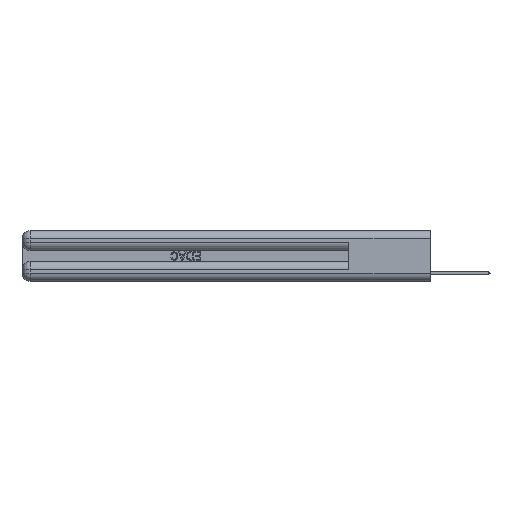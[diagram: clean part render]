
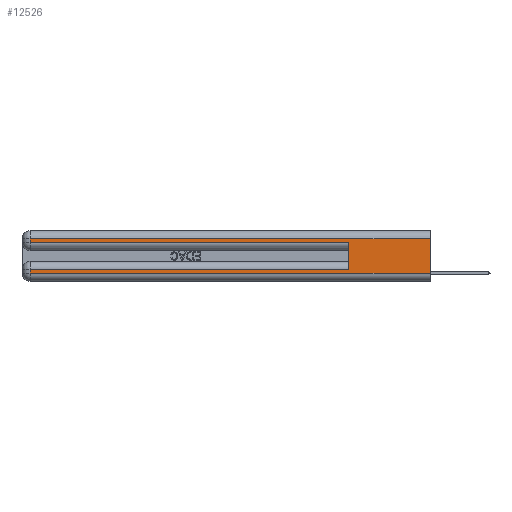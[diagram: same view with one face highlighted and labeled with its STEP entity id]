
A CAD part, left-side view. The second image highlights one B-rep face of the part: STEP entity #12526.
In plain terms, the highlighted planar face has unit normal (-1, 0, 0).
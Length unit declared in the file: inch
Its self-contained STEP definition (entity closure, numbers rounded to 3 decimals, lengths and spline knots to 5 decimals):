
#1147 = CARTESIAN_POINT ( 'NONE',  ( 0., 0., 0.06 ) ) ;
#1222 = EDGE_CURVE ( 'NONE', #24036, #26410, #20456, .T. ) ;
#1302 = CARTESIAN_POINT ( 'NONE',  ( 0., 0., 0.37 ) ) ;
#1580 = VERTEX_POINT ( 'NONE', #1147 ) ;
#2343 = VECTOR ( 'NONE', #31076, 39.37008 ) ;
#2790 = EDGE_LOOP ( 'NONE', ( #19198, #6166, #4405, #24081, #28241, #9703, #29852, #17751 ) ) ;
#2838 = EDGE_CURVE ( 'NONE', #24625, #5150, #7887, .T. ) ;
#3056 = DIRECTION ( 'NONE',  ( 0., 0., -1. ) ) ;
#3384 = DIRECTION ( 'NONE',  ( 0., 0., -1. ) ) ;
#3901 = VECTOR ( 'NONE', #16014, 39.37008 ) ;
#4019 = DIRECTION ( 'NONE',  ( 0., 0., -1. ) ) ;
#4325 = EDGE_CURVE ( 'NONE', #24625, #1580, #14131, .T. ) ;
#4405 = ORIENTED_EDGE ( 'NONE', *, *, #26044, .T. ) ;
#5150 = VERTEX_POINT ( 'NONE', #13261 ) ;
#5288 = CARTESIAN_POINT ( 'NONE',  ( 0., 2.94, 0.085 ) ) ;
#5463 = CARTESIAN_POINT ( 'NONE',  ( 0., 0., 0.37 ) ) ;
#6166 = ORIENTED_EDGE ( 'NONE', *, *, #2838, .T. ) ;
#7581 = CARTESIAN_POINT ( 'NONE',  ( 0., 0.6, 0.145 ) ) ;
#7887 = LINE ( 'NONE', #15739, #16331 ) ;
#8201 = DIRECTION ( 'NONE',  ( 0., 1., 0. ) ) ;
#8685 = VECTOR ( 'NONE', #30187, 39.37008 ) ;
#8723 = CARTESIAN_POINT ( 'NONE',  ( 0., 0., 0.085 ) ) ;
#8945 = CARTESIAN_POINT ( 'NONE',  ( 0., 0., 0.06 ) ) ;
#8979 = CARTESIAN_POINT ( 'NONE',  ( 0., 2.94, 0.06 ) ) ;
#9055 = DIRECTION ( 'NONE',  ( 0., -1., 0. ) ) ;
#9703 = ORIENTED_EDGE ( 'NONE', *, *, #1222, .T. ) ;
#10454 = LINE ( 'NONE', #20891, #12184 ) ;
#10712 = EDGE_CURVE ( 'NONE', #13894, #13974, #14184, .T. ) ;
#11303 = CARTESIAN_POINT ( 'NONE',  ( 0., 0.6, 0.285 ) ) ;
#12184 = VECTOR ( 'NONE', #3384, 39.37008 ) ;
#12526 = ADVANCED_FACE ( 'NONE', ( #17663 ), #30002, .F. ) ;
#13250 = AXIS2_PLACEMENT_3D ( 'NONE', #5463, #24732, #3056 ) ;
#13261 = CARTESIAN_POINT ( 'NONE',  ( 0., 2.94, 0.31 ) ) ;
#13894 = VERTEX_POINT ( 'NONE', #15148 ) ;
#13974 = VERTEX_POINT ( 'NONE', #11303 ) ;
#14131 = LINE ( 'NONE', #1302, #16343 ) ;
#14184 = LINE ( 'NONE', #21421, #18295 ) ;
#15148 = CARTESIAN_POINT ( 'NONE',  ( 0., 2.94, 0.285 ) ) ;
#15739 = CARTESIAN_POINT ( 'NONE',  ( 0., 0., 0.31 ) ) ;
#16014 = DIRECTION ( 'NONE',  ( 0., -1., 0. ) ) ;
#16331 = VECTOR ( 'NONE', #8201, 39.37008 ) ;
#16343 = VECTOR ( 'NONE', #4019, 39.37008 ) ;
#16846 = CARTESIAN_POINT ( 'NONE',  ( 0., 0., 0.31 ) ) ;
#17135 = VERTEX_POINT ( 'NONE', #8979 ) ;
#17663 = FACE_OUTER_BOUND ( 'NONE', #2790, .T. ) ;
#17751 = ORIENTED_EDGE ( 'NONE', *, *, #24853, .T. ) ;
#18295 = VECTOR ( 'NONE', #9055, 39.37008 ) ;
#18745 = CARTESIAN_POINT ( 'NONE',  ( 0., 2.94, 0.37 ) ) ;
#19198 = ORIENTED_EDGE ( 'NONE', *, *, #4325, .F. ) ;
#20456 = LINE ( 'NONE', #8723, #27852 ) ;
#20891 = CARTESIAN_POINT ( 'NONE',  ( 0., 2.94, 0.37 ) ) ;
#21235 = CARTESIAN_POINT ( 'NONE',  ( 0., 0.6, 0.085 ) ) ;
#21421 = CARTESIAN_POINT ( 'NONE',  ( 0., 0., 0.285 ) ) ;
#24036 = VERTEX_POINT ( 'NONE', #21235 ) ;
#24081 = ORIENTED_EDGE ( 'NONE', *, *, #10712, .T. ) ;
#24625 = VERTEX_POINT ( 'NONE', #16846 ) ;
#24732 = DIRECTION ( 'NONE',  ( 1., 0., 0. ) ) ;
#24853 = EDGE_CURVE ( 'NONE', #17135, #1580, #28510, .T. ) ;
#24854 = EDGE_CURVE ( 'NONE', #26410, #17135, #30922, .T. ) ;
#26044 = EDGE_CURVE ( 'NONE', #5150, #13894, #10454, .T. ) ;
#26410 = VERTEX_POINT ( 'NONE', #5288 ) ;
#27852 = VECTOR ( 'NONE', #30219, 39.37008 ) ;
#28241 = ORIENTED_EDGE ( 'NONE', *, *, #30217, .F. ) ;
#28510 = LINE ( 'NONE', #8945, #3901 ) ;
#29852 = ORIENTED_EDGE ( 'NONE', *, *, #24854, .T. ) ;
#30002 = PLANE ( 'NONE',  #13250 ) ;
#30029 = LINE ( 'NONE', #7581, #8685 ) ;
#30187 = DIRECTION ( 'NONE',  ( 0., 0., 1. ) ) ;
#30217 = EDGE_CURVE ( 'NONE', #24036, #13974, #30029, .T. ) ;
#30219 = DIRECTION ( 'NONE',  ( 0., 1., 0. ) ) ;
#30922 = LINE ( 'NONE', #18745, #2343 ) ;
#31076 = DIRECTION ( 'NONE',  ( 0., 0., -1. ) ) ;
